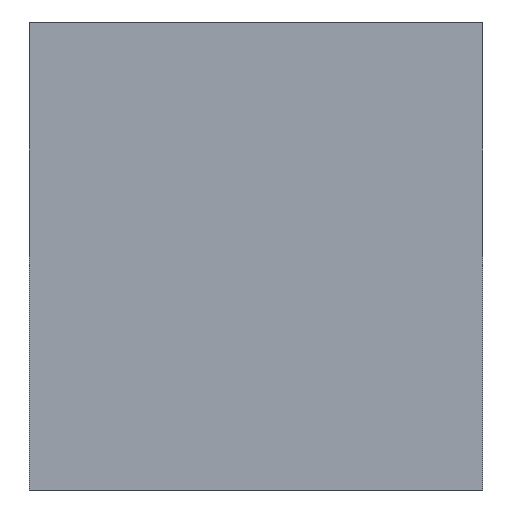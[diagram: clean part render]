
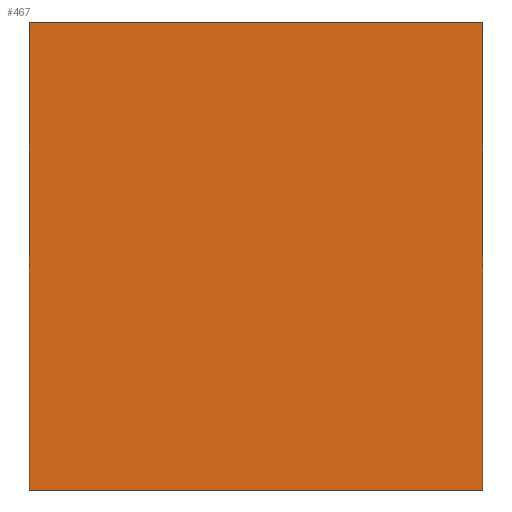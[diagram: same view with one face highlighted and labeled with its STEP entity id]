
A CAD part, left-side view. The second image highlights one B-rep face of the part: STEP entity #467.
In plain terms, the highlighted free-form (B-spline) face has degree [1, 1] with [2, 2] control points.
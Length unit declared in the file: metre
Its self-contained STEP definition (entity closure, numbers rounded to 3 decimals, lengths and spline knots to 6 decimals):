
#83=ORIENTED_EDGE('',*,*,#203,.F.);
#84=ORIENTED_EDGE('',*,*,#177,.T.);
#85=ORIENTED_EDGE('',*,*,#157,.T.);
#86=ORIENTED_EDGE('',*,*,#180,.F.);
#157=EDGE_CURVE('',#224,#223,#267,.T.);
#177=EDGE_CURVE('',#240,#224,#286,.T.);
#180=EDGE_CURVE('',#243,#223,#289,.T.);
#203=EDGE_CURVE('',#240,#243,#311,.T.);
#223=VERTEX_POINT('',#598);
#224=VERTEX_POINT('',#600);
#240=VERTEX_POINT('',#641);
#243=VERTEX_POINT('',#653);
#267=LINE('',#599,#331);
#286=LINE('',#644,#350);
#289=LINE('',#654,#353);
#311=LINE('',#714,#375);
#331=VECTOR('',#507,1.);
#350=VECTOR('',#528,1.);
#353=VECTOR('',#531,1.);
#375=VECTOR('',#555,1.);
#396=EDGE_LOOP('',(#83,#84,#85,#86));
#420=FACE_BOUND('',#396,.T.);
#444=B_SPLINE_SURFACE_WITH_KNOTS('',1,1,((#710,#711),(#712,#713)),
 .PLANE_SURF.,.F.,.F.,.F.,(2,2),(2,2),(0.,1.),(0.,1.),.UNSPECIFIED.);
#467=ADVANCED_FACE('',(#420),#444,.T.);
#507=DIRECTION('',(0.,1.,0.));
#528=DIRECTION('',(0.,0.,1.));
#531=DIRECTION('',(0.,0.,1.));
#555=DIRECTION('',(0.,1.,0.));
#598=CARTESIAN_POINT('',(-0.198787,0.06,0.165));
#599=CARTESIAN_POINT('',(-0.198787,-0.1,0.165));
#600=CARTESIAN_POINT('',(-0.198787,-0.1,0.165));
#641=CARTESIAN_POINT('',(-0.198787,-0.1,0.));
#644=CARTESIAN_POINT('',(-0.198787,-0.1,0.));
#653=CARTESIAN_POINT('',(-0.198787,0.06,0.));
#654=CARTESIAN_POINT('',(-0.198787,0.06,0.));
#710=CARTESIAN_POINT('',(-0.198787,-0.108,-0.00825));
#711=CARTESIAN_POINT('',(-0.198787,0.068,-0.00825));
#712=CARTESIAN_POINT('',(-0.198787,-0.108,0.17325));
#713=CARTESIAN_POINT('',(-0.198787,0.068,0.17325));
#714=CARTESIAN_POINT('',(-0.198787,-0.1,0.));
